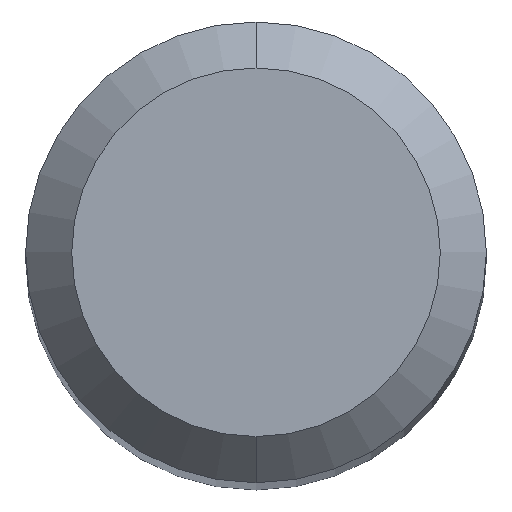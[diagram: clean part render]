
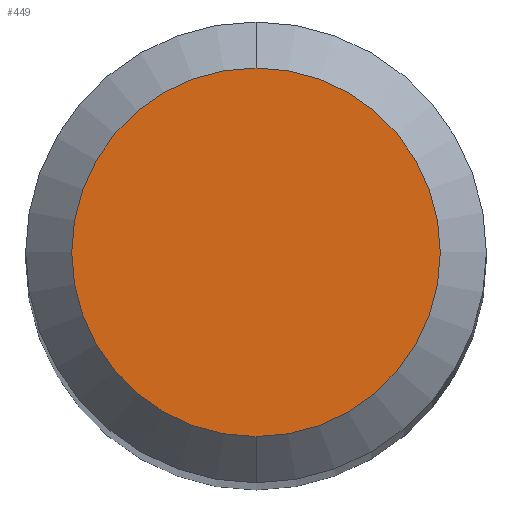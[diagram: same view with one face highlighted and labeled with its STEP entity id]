
A CAD part, top view. The second image highlights one B-rep face of the part: STEP entity #449.
In plain terms, the highlighted planar face has unit normal (0, 0, 1).
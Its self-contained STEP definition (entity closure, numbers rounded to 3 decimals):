
#405=VERTEX_POINT('',#1023);
#449=ADVANCED_FACE('',(#1074),#1075,.T.);
#543=EDGE_CURVE('',#405,#769,#1179,.T.);
#769=VERTEX_POINT('',#1427);
#881=EDGE_CURVE('',#769,#405,#1546,.T.);
#1023=CARTESIAN_POINT('',(0.,-1.2,0.0));
#1074=FACE_OUTER_BOUND('',#2070,.T.);
#1075=PLANE('',#2071);
#1179=CIRCLE('',#2917,1.2);
#1427=CARTESIAN_POINT('',(0.0,1.2,0.0));
#1546=CIRCLE('',#5542,1.2);
#2070=EDGE_LOOP('',(#5844,#5845));
#2071=AXIS2_PLACEMENT_3D('',#5846,#5847,#5848);
#2917=AXIS2_PLACEMENT_3D('',#5959,#5960,#5961);
#5542=AXIS2_PLACEMENT_3D('',#6320,#6321,#6322);
#5844=ORIENTED_EDGE('',*,*,#881,.F.);
#5845=ORIENTED_EDGE('',*,*,#543,.F.);
#5846=CARTESIAN_POINT('',(0.0,0.6,0.0));
#5847=DIRECTION('',(-0.0,0.0,1.0));
#5848=DIRECTION('',(0.0,-1.0,0.0));
#5959=CARTESIAN_POINT('',(0.0,0.0,0.0));
#5960=DIRECTION('',(0.0,0.0,-1.0));
#5961=DIRECTION('',(0.0,1.0,0.0));
#6320=CARTESIAN_POINT('',(0.0,0.0,0.0));
#6321=DIRECTION('',(0.0,0.0,-1.0));
#6322=DIRECTION('',(0.0,1.0,0.0));
